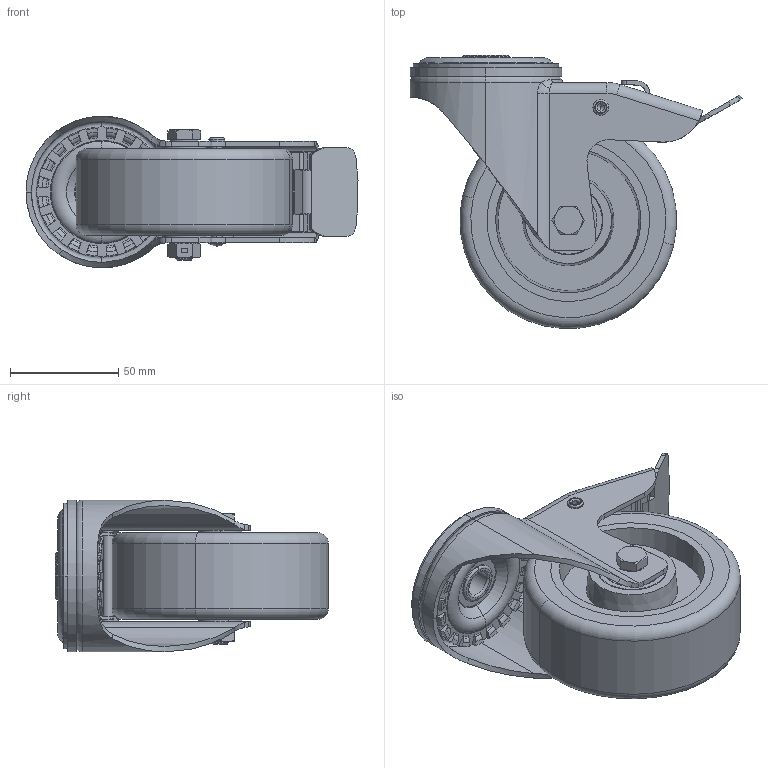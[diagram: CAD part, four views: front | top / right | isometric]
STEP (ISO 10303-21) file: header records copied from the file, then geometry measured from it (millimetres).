
FILE_DESCRIPTION (( 'STEP AP214' ), '1' );
FILE_NAME ('0056174.step', '2023-07-28T09:56:49', ( '' ), ( '' ), 'SwSTEP 2.0', 'SolidWorks 2020', '' );
FILE_SCHEMA (( 'AUTOMOTIVE_DESIGN' ));
Length unit declared in the file: millimetre
Products named in the file (1): 0056174
Bounding box: 153.13 x 125.92 x 70 mm (x, y, z)
Volume: 326803.3 mm3; surface area: 140627 mm2
Topology: 21 solids, 22 shells, 1059 faces, 2567 edges, 1568 vertices
Faces by surface type: plane 348, cylinder 288, torus 203, cone 134, bspline 84, sphere 2
Entity records: 52500 total; most frequent: CARTESIAN_POINT 16723, ORIENTED_EDGE 5128, DIRECTION 4797, EDGE_CURVE 2564, AXIS2_PLACEMENT_3D 1937, VERTEX_POINT 1568, EDGE_LOOP 1134, UNCERTAINTY_MEASURE_WITH_UNIT 1082
